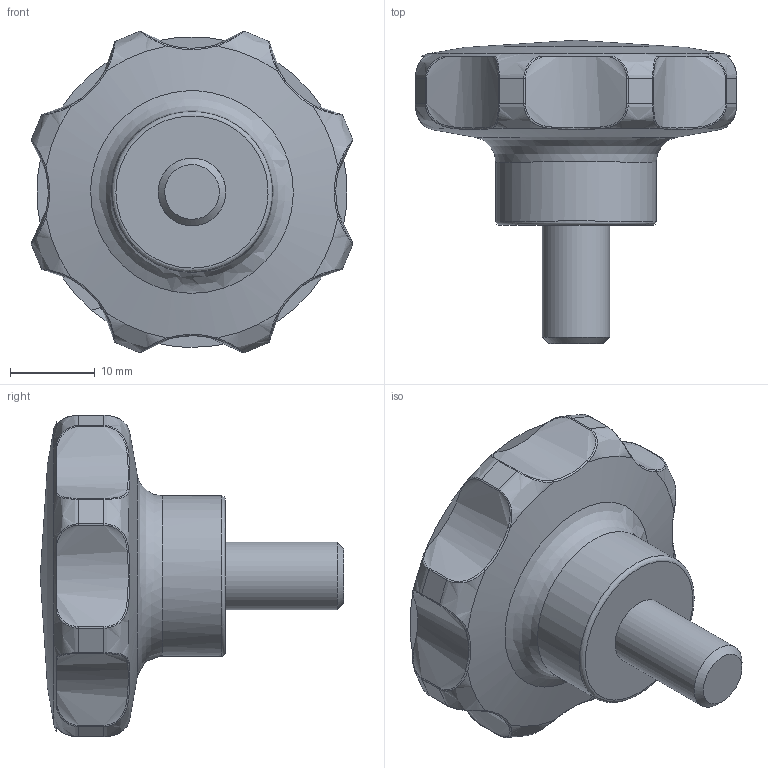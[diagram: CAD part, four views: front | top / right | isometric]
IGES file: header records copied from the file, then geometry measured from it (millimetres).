
Global section: file name: 620006; native system: Autodesk Inventor 2021; preprocessor: unknown; author: Mrówczyńska,,; organization: 11; date: 20221017.120250; units: millimetre
Bounding box: 38.07 x 35.9 x 38.07 mm (x, y, z)
Volume: 14385.1 mm3; surface area: 7148.7 mm2
Topology: 3 solids, 3 shells, 133 faces, 336 edges, 211 vertices
Faces by surface type: bspline 133
